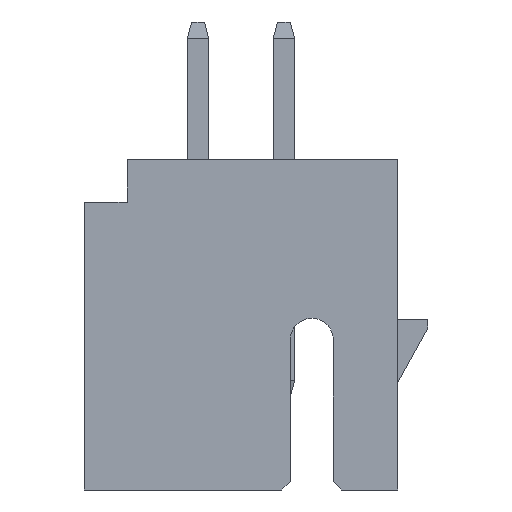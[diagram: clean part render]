
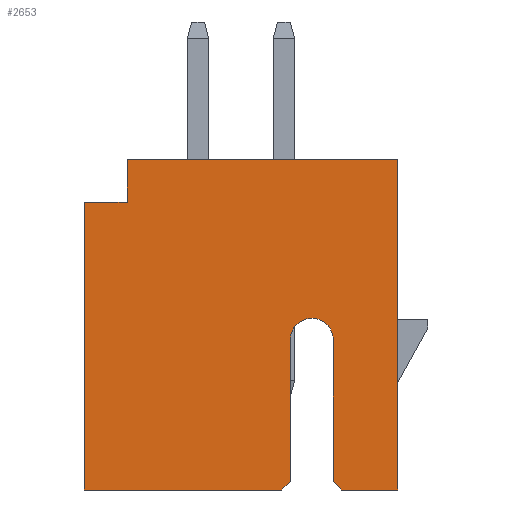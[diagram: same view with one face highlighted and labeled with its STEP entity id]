
A CAD part, left-side view. The second image highlights one B-rep face of the part: STEP entity #2653.
In plain terms, the highlighted planar face has unit normal (-1, 0, 0).
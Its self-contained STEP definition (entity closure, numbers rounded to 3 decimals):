
#418 = VERTEX_POINT ( 'NONE', #4672 ) ;
#445 = DIRECTION ( 'NONE',  ( 0., 0., -1. ) ) ;
#491 = CARTESIAN_POINT ( 'NONE',  ( -10., -2.15, 0.2 ) ) ;
#885 = EDGE_CURVE ( 'NONE', #418, #9886, #13030, .T. ) ;
#899 = ORIENTED_EDGE ( 'NONE', *, *, #9548, .T. ) ;
#929 = CARTESIAN_POINT ( 'NONE',  ( -10., 2.65, 7.7 ) ) ;
#993 = DIRECTION ( 'NONE',  ( 0., 0., 1. ) ) ;
#1053 = DIRECTION ( 'NONE',  ( 0., 0., -1. ) ) ;
#1591 = CARTESIAN_POINT ( 'NONE',  ( -10., 2.65, 6.7 ) ) ;
#1698 = LINE ( 'NONE', #5967, #8944 ) ;
#2020 = LINE ( 'NONE', #491, #16415 ) ;
#2046 = CARTESIAN_POINT ( 'NONE',  ( -10., -3.65, 7.7 ) ) ;
#2159 = LINE ( 'NONE', #9141, #10851 ) ;
#2308 = VERTEX_POINT ( 'NONE', #8397 ) ;
#2653 = ADVANCED_FACE ( 'NONE', ( #12319 ), #13940, .F. ) ;
#2709 = CARTESIAN_POINT ( 'NONE',  ( -10., 3.65, 6.7 ) ) ;
#2764 = EDGE_CURVE ( 'NONE', #8277, #418, #3928, .T. ) ;
#2857 = VECTOR ( 'NONE', #11623, 1000. ) ;
#2982 = EDGE_CURVE ( 'NONE', #9269, #12326, #14337, .T. ) ;
#3145 = ORIENTED_EDGE ( 'NONE', *, *, #4398, .F. ) ;
#3767 = ORIENTED_EDGE ( 'NONE', *, *, #4633, .T. ) ;
#3822 = CARTESIAN_POINT ( 'NONE',  ( -10., -3.65, 0. ) ) ;
#3866 = CARTESIAN_POINT ( 'NONE',  ( -10., -0.95, 0. ) ) ;
#3928 = LINE ( 'NONE', #9139, #2857 ) ;
#3985 = LINE ( 'NONE', #13057, #4892 ) ;
#4398 = EDGE_CURVE ( 'NONE', #11286, #9957, #11130, .T. ) ;
#4401 = VECTOR ( 'NONE', #16352, 1000. ) ;
#4549 = CARTESIAN_POINT ( 'NONE',  ( -10., -1.15, 3.5 ) ) ;
#4633 = EDGE_CURVE ( 'NONE', #7864, #8455, #10363, .T. ) ;
#4672 = CARTESIAN_POINT ( 'NONE',  ( -10., -3.65, 7.7 ) ) ;
#4892 = VECTOR ( 'NONE', #993, 1000. ) ;
#5390 = VECTOR ( 'NONE', #5879, 1000. ) ;
#5879 = DIRECTION ( 'NONE',  ( 0., 0., -1. ) ) ;
#5967 = CARTESIAN_POINT ( 'NONE',  ( -10., 2.65, 7.7 ) ) ;
#6205 = EDGE_CURVE ( 'NONE', #11286, #8865, #13425, .T. ) ;
#6216 = EDGE_CURVE ( 'NONE', #9957, #8277, #1698, .T. ) ;
#6755 = ORIENTED_EDGE ( 'NONE', *, *, #12456, .T. ) ;
#6879 = LINE ( 'NONE', #12090, #14955 ) ;
#6964 = AXIS2_PLACEMENT_3D ( 'NONE', #13248, #7949, #9397 ) ;
#7000 = ORIENTED_EDGE ( 'NONE', *, *, #6216, .F. ) ;
#7086 = DIRECTION ( 'NONE',  ( 0., 0., 1. ) ) ;
#7158 = CARTESIAN_POINT ( 'NONE',  ( -10., -1.15, 0.2 ) ) ;
#7550 = CARTESIAN_POINT ( 'NONE',  ( -10., -3.65, 7.7 ) ) ;
#7751 = LINE ( 'NONE', #3822, #14454 ) ;
#7864 = VERTEX_POINT ( 'NONE', #11729 ) ;
#7949 = DIRECTION ( 'NONE',  ( 1., 0., 0. ) ) ;
#8277 = VERTEX_POINT ( 'NONE', #929 ) ;
#8397 = CARTESIAN_POINT ( 'NONE',  ( -10., -2.35, 0. ) ) ;
#8455 = VERTEX_POINT ( 'NONE', #7158 ) ;
#8462 = EDGE_CURVE ( 'NONE', #15233, #2308, #2020, .T. ) ;
#8465 = DIRECTION ( 'NONE',  ( 0., 0., -1. ) ) ;
#8536 = ORIENTED_EDGE ( 'NONE', *, *, #8462, .T. ) ;
#8865 = VERTEX_POINT ( 'NONE', #14924 ) ;
#8944 = VECTOR ( 'NONE', #7086, 1000. ) ;
#9139 = CARTESIAN_POINT ( 'NONE',  ( -10., -3.65, 7.7 ) ) ;
#9141 = CARTESIAN_POINT ( 'NONE',  ( -10., -3.65, 0. ) ) ;
#9247 = EDGE_LOOP ( 'NONE', ( #899, #3767, #11417, #11009, #10373, #8536, #6755, #15274, #10853, #7000, #3145, #12354 ) ) ;
#9269 = VERTEX_POINT ( 'NONE', #4549 ) ;
#9347 = EDGE_CURVE ( 'NONE', #9269, #8455, #6879, .T. ) ;
#9397 = DIRECTION ( 'NONE',  ( 0., 0., -1. ) ) ;
#9548 = EDGE_CURVE ( 'NONE', #8865, #7864, #2159, .T. ) ;
#9886 = VERTEX_POINT ( 'NONE', #11523 ) ;
#9935 = CARTESIAN_POINT ( 'NONE',  ( -10., 3.65, 6.7 ) ) ;
#9957 = VERTEX_POINT ( 'NONE', #1591 ) ;
#10363 = LINE ( 'NONE', #3866, #16162 ) ;
#10373 = ORIENTED_EDGE ( 'NONE', *, *, #11341, .F. ) ;
#10851 = VECTOR ( 'NONE', #14364, 1000. ) ;
#10853 = ORIENTED_EDGE ( 'NONE', *, *, #2764, .F. ) ;
#11009 = ORIENTED_EDGE ( 'NONE', *, *, #2982, .T. ) ;
#11023 = DIRECTION ( 'NONE',  ( 1., 0., 0. ) ) ;
#11130 = LINE ( 'NONE', #9935, #4401 ) ;
#11286 = VERTEX_POINT ( 'NONE', #2709 ) ;
#11341 = EDGE_CURVE ( 'NONE', #15233, #12326, #3985, .T. ) ;
#11417 = ORIENTED_EDGE ( 'NONE', *, *, #9347, .F. ) ;
#11523 = CARTESIAN_POINT ( 'NONE',  ( -10., -3.65, 0. ) ) ;
#11595 = AXIS2_PLACEMENT_3D ( 'NONE', #2046, #11023, #8465 ) ;
#11623 = DIRECTION ( 'NONE',  ( 0., -1., 0. ) ) ;
#11729 = CARTESIAN_POINT ( 'NONE',  ( -10., -0.95, 0. ) ) ;
#11852 = DIRECTION ( 'NONE',  ( 0., -1., 0. ) ) ;
#12090 = CARTESIAN_POINT ( 'NONE',  ( -10., -1.15, 0. ) ) ;
#12295 = DIRECTION ( 'NONE',  ( 0., -0.707, -0.707 ) ) ;
#12319 = FACE_OUTER_BOUND ( 'NONE', #9247, .T. ) ;
#12326 = VERTEX_POINT ( 'NONE', #15116 ) ;
#12354 = ORIENTED_EDGE ( 'NONE', *, *, #6205, .T. ) ;
#12456 = EDGE_CURVE ( 'NONE', #2308, #9886, #7751, .T. ) ;
#13030 = LINE ( 'NONE', #7550, #13572 ) ;
#13057 = CARTESIAN_POINT ( 'NONE',  ( -10., -2.15, 0. ) ) ;
#13248 = CARTESIAN_POINT ( 'NONE',  ( -10., -1.65, 3.5 ) ) ;
#13267 = DIRECTION ( 'NONE',  ( 0., -0.707, 0.707 ) ) ;
#13425 = LINE ( 'NONE', #14794, #5390 ) ;
#13572 = VECTOR ( 'NONE', #1053, 1000. ) ;
#13762 = CARTESIAN_POINT ( 'NONE',  ( -10., -2.15, 0.2 ) ) ;
#13940 = PLANE ( 'NONE',  #11595 ) ;
#14337 = CIRCLE ( 'NONE', #6964, 0.5 ) ;
#14364 = DIRECTION ( 'NONE',  ( 0., -1., 0. ) ) ;
#14454 = VECTOR ( 'NONE', #11852, 1000. ) ;
#14794 = CARTESIAN_POINT ( 'NONE',  ( -10., 3.65, 7.7 ) ) ;
#14924 = CARTESIAN_POINT ( 'NONE',  ( -10., 3.65, 0. ) ) ;
#14955 = VECTOR ( 'NONE', #445, 1000. ) ;
#15116 = CARTESIAN_POINT ( 'NONE',  ( -10., -2.15, 3.5 ) ) ;
#15233 = VERTEX_POINT ( 'NONE', #13762 ) ;
#15274 = ORIENTED_EDGE ( 'NONE', *, *, #885, .F. ) ;
#16162 = VECTOR ( 'NONE', #13267, 1000. ) ;
#16352 = DIRECTION ( 'NONE',  ( 0., -1., 0. ) ) ;
#16415 = VECTOR ( 'NONE', #12295, 1000. ) ;
